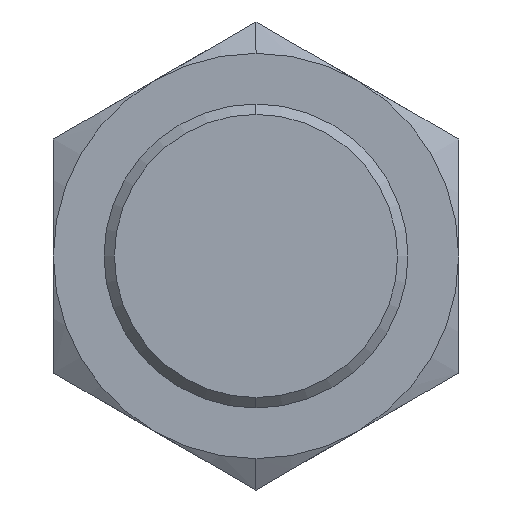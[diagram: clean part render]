
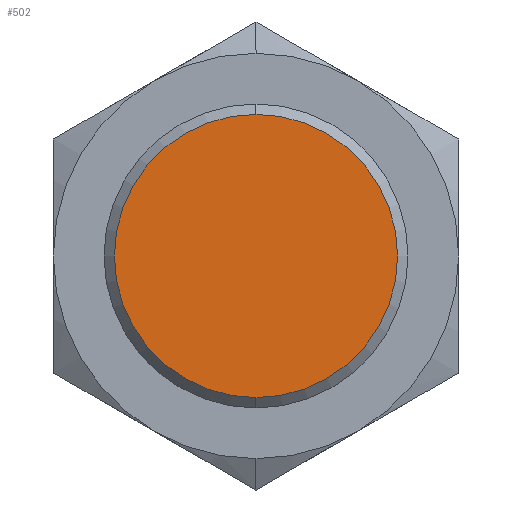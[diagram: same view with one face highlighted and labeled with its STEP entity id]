
A CAD part, left-side view. The second image highlights one B-rep face of the part: STEP entity #502.
In plain terms, the highlighted planar face has unit normal (-1, 0, 0).
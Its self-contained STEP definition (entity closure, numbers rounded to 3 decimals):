
#482=CARTESIAN_POINT('POINT31',(0.,0.,
   8.386));
#483=VERTEX_POINT('VERTEX31',#482);
#484=CARTESIAN_POINT('POINT32',(0.,
   0.,-8.387));
#485=VERTEX_POINT('VERTEX32',#484);
#486=CARTESIAN_POINT('POS46',(0.,0.,0.))
   ;
#487=DIRECTION('DIR75',(1.,0.,0.));
#488=DIRECTION('DIR76',(0.,0.,1.));
#489=AXIS2_PLACEMENT_3D('AXIS30',#486,#487,#488);
#490=CIRCLE('ELLIPSE16',#489,8.387);
#491=EDGE_CURVE('EDGE47',#483,#485,#490,.T.);
#492=ORIENTED_EDGE('COEDGE91',*,*,#491,.F.);
#493=EDGE_CURVE('EDGE48',#485,#483,#490,.T.);
#494=ORIENTED_EDGE('COEDGE92',*,*,#493,.F.);
#495=EDGE_LOOP('NONE',(#492,#494));
#496=FACE_BOUND('LOOP1',#495,.T.);
#497=CARTESIAN_POINT('POS47',(0.,0.,
   4.193));
#498=DIRECTION('DIR77',(-1.,0.,0.));
#499=DIRECTION('DIR78',(0.,1.,0.));
#500=AXIS2_PLACEMENT_3D('AXIS31',#497,#498,#499);
#501=PLANE('PLANE7',#500);
#502=ADVANCED_FACE('FACE23',(#496),#501,.T.);
